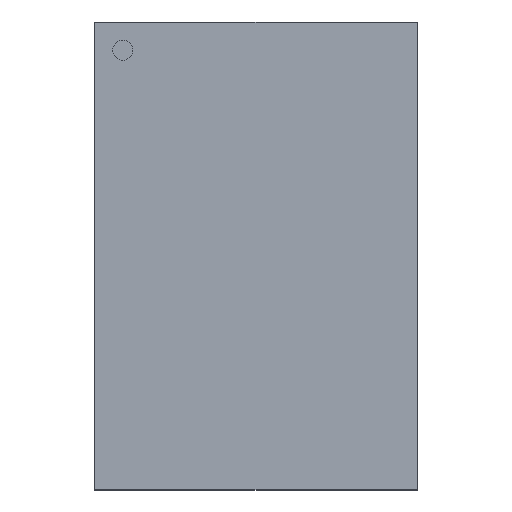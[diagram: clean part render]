
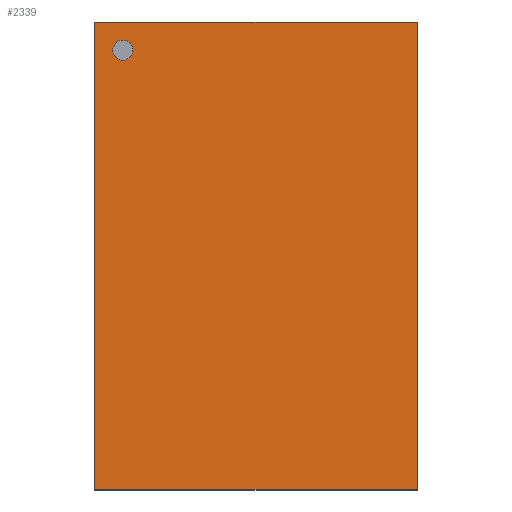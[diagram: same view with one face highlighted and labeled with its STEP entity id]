
A CAD part, top view. The second image highlights one B-rep face of the part: STEP entity #2339.
In plain terms, the highlighted planar face has unit normal (0, 0, 1).
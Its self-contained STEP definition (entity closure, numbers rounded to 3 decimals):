
#17=LINE('',#4351,#29);
#20=LINE('',#4357,#32);
#23=LINE('',#4363,#35);
#26=LINE('',#4367,#38);
#29=VECTOR('',#3719,11.6);
#32=VECTOR('',#3724,8.);
#35=VECTOR('',#3729,11.6);
#38=VECTOR('',#3734,8.);
#300=FACE_BOUND('',#994,.T.);
#645=FACE_OUTER_BOUND('',#993,.T.);
#993=EDGE_LOOP('',(#1894,#1895,#1896,#1897));
#994=EDGE_LOOP('',(#1898));
#1168=CIRCLE('',#2852,0.25);
#1340=VERTEX_POINT('',#4341);
#1343=VERTEX_POINT('',#4348);
#1344=VERTEX_POINT('',#4350);
#1346=VERTEX_POINT('',#4356);
#1348=VERTEX_POINT('',#4362);
#1520=EDGE_CURVE('',#1340,#1340,#1168,.T.);
#1523=EDGE_CURVE('',#1344,#1343,#17,.T.);
#1526=EDGE_CURVE('',#1346,#1344,#20,.T.);
#1529=EDGE_CURVE('',#1348,#1346,#23,.T.);
#1532=EDGE_CURVE('',#1343,#1348,#26,.T.);
#1894=ORIENTED_EDGE('',*,*,#1532,.T.);
#1895=ORIENTED_EDGE('',*,*,#1529,.T.);
#1896=ORIENTED_EDGE('',*,*,#1526,.T.);
#1897=ORIENTED_EDGE('',*,*,#1523,.T.);
#1898=ORIENTED_EDGE('',*,*,#1520,.T.);
#2077=PLANE('',#2859);
#2339=ADVANCED_FACE('',(#645,#300),#2077,.T.);
#2852=AXIS2_PLACEMENT_3D('',#4342,#3711,#3712);
#2859=AXIS2_PLACEMENT_3D('',#4369,#3737,#3738);
#3711=DIRECTION('center_axis',(0.,0.,-1.));
#3712=DIRECTION('ref_axis',(-1.,0.,0.));
#3719=DIRECTION('',(0.,1.,0.));
#3724=DIRECTION('',(1.,0.,0.));
#3729=DIRECTION('',(0.,-1.,0.));
#3734=DIRECTION('',(-1.,0.,0.));
#3737=DIRECTION('center_axis',(0.,0.,1.));
#3738=DIRECTION('ref_axis',(1.,0.,0.));
#4341=CARTESIAN_POINT('',(-3.05,5.1,1.));
#4342=CARTESIAN_POINT('Origin',(-3.3,5.1,1.));
#4348=CARTESIAN_POINT('',(4.,5.8,1.));
#4350=CARTESIAN_POINT('',(4.,-5.8,1.));
#4351=CARTESIAN_POINT('',(4.,5.8,1.));
#4356=CARTESIAN_POINT('',(-4.,-5.8,1.));
#4357=CARTESIAN_POINT('',(4.,-5.8,1.));
#4362=CARTESIAN_POINT('',(-4.,5.8,1.));
#4363=CARTESIAN_POINT('',(-4.,-5.8,1.));
#4367=CARTESIAN_POINT('',(-4.,5.8,1.));
#4369=CARTESIAN_POINT('Origin',(0.,0.,
1.));
